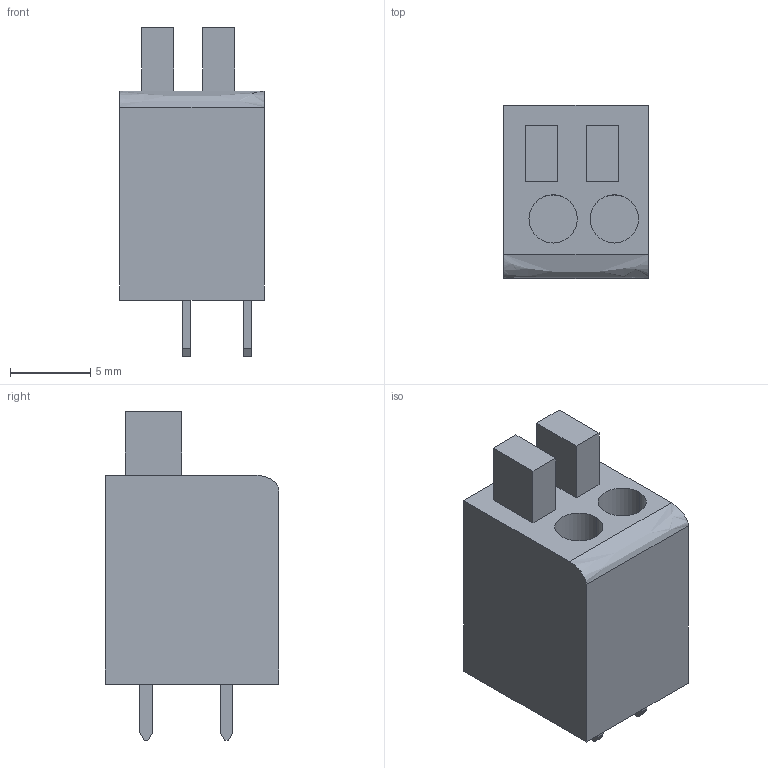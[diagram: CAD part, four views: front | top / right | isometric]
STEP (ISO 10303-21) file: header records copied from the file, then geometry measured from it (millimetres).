
FILE_DESCRIPTION (( 'STEP AP214' ), '1' );
FILE_NAME ('DG236-3.81-02P.STEP', '2022-01-14T11:11:08', ( '' ), ( '' ), 'SwSTEP 2.0', 'SolidWorks 2019', '' );
FILE_SCHEMA (( 'AUTOMOTIVE_DESIGN' ));
Length unit declared in the file: millimetre
Products named in the file (1): DG236-3.81-02P
Bounding box: 8.97 x 10.8 x 20.45 mm (x, y, z)
Volume: 1261.3 mm3; surface area: 898.3 mm2
Topology: 1 solids, 1 shells, 51 faces, 123 edges, 82 vertices
Faces by surface type: plane 46, cylinder 4, bspline 1
Entity records: 1867 total; most frequent: CARTESIAN_POINT 329, ORIENTED_EDGE 246, DIRECTION 229, EDGE_CURVE 123, VECTOR 111, LINE 111, VERTEX_POINT 82, EDGE_LOOP 59
